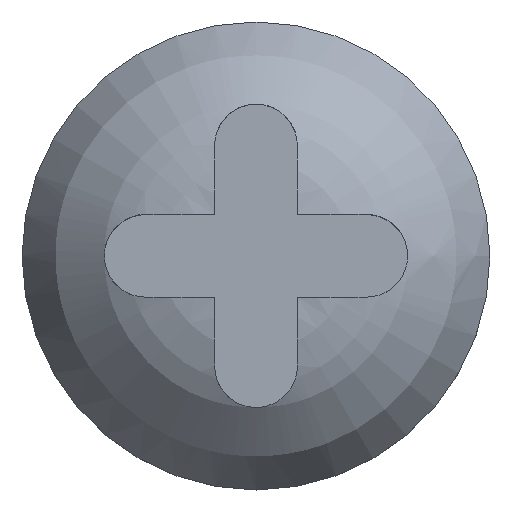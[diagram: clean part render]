
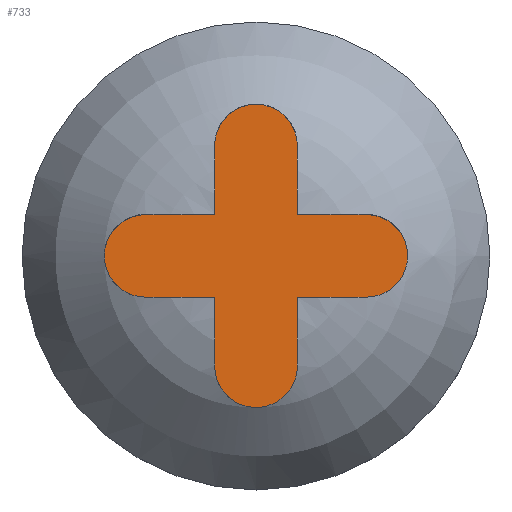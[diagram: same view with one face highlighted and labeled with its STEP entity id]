
A CAD part, top view. The second image highlights one B-rep face of the part: STEP entity #733.
In plain terms, the highlighted planar face has unit normal (0, 0, 1).
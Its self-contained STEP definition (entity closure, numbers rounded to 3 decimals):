
#417 = VERTEX_POINT('',#418);
#418 = CARTESIAN_POINT('',(1.,-0.375,0.575));
#424 = EDGE_CURVE('',#417,#425,#427,.T.);
#425 = VERTEX_POINT('',#426);
#426 = CARTESIAN_POINT('',(1.,0.375,0.575));
#427 = CIRCLE('',#428,0.375);
#428 = AXIS2_PLACEMENT_3D('',#429,#430,#431);
#429 = CARTESIAN_POINT('',(1.,0.,0.575));
#430 = DIRECTION('',(0.,0.,1.));
#431 = DIRECTION('',(-1.,0.,0.));
#450 = VERTEX_POINT('',#451);
#451 = CARTESIAN_POINT('',(0.375,-0.375,0.575));
#457 = EDGE_CURVE('',#450,#417,#458,.T.);
#458 = LINE('',#459,#460);
#459 = CARTESIAN_POINT('',(0.375,-0.375,0.575));
#460 = VECTOR('',#461,1.);
#461 = DIRECTION('',(1.,0.,0.));
#474 = VERTEX_POINT('',#475);
#475 = CARTESIAN_POINT('',(0.375,-1.,0.575));
#481 = EDGE_CURVE('',#474,#450,#482,.T.);
#482 = LINE('',#483,#484);
#483 = CARTESIAN_POINT('',(0.375,-1.,0.575));
#484 = VECTOR('',#485,1.);
#485 = DIRECTION('',(0.,1.,0.));
#498 = VERTEX_POINT('',#499);
#499 = CARTESIAN_POINT('',(-0.375,-1.,0.575));
#505 = EDGE_CURVE('',#498,#474,#506,.T.);
#506 = CIRCLE('',#507,0.375);
#507 = AXIS2_PLACEMENT_3D('',#508,#509,#510);
#508 = CARTESIAN_POINT('',(0.,-1.,0.575));
#509 = DIRECTION('',(0.,0.,1.));
#510 = DIRECTION('',(-1.,0.,0.));
#524 = VERTEX_POINT('',#525);
#525 = CARTESIAN_POINT('',(-0.375,-0.375,0.575));
#531 = EDGE_CURVE('',#524,#498,#532,.T.);
#532 = LINE('',#533,#534);
#533 = CARTESIAN_POINT('',(-0.375,-0.375,0.575));
#534 = VECTOR('',#535,1.);
#535 = DIRECTION('',(-0.,-1.,0.));
#548 = VERTEX_POINT('',#549);
#549 = CARTESIAN_POINT('',(-1.,-0.375,0.575));
#555 = EDGE_CURVE('',#548,#524,#556,.T.);
#556 = LINE('',#557,#558);
#557 = CARTESIAN_POINT('',(-1.,-0.375,0.575));
#558 = VECTOR('',#559,1.);
#559 = DIRECTION('',(1.,0.,0.));
#572 = VERTEX_POINT('',#573);
#573 = CARTESIAN_POINT('',(-1.,0.375,0.575));
#579 = EDGE_CURVE('',#572,#548,#580,.T.);
#580 = CIRCLE('',#581,0.375);
#581 = AXIS2_PLACEMENT_3D('',#582,#583,#584);
#582 = CARTESIAN_POINT('',(-1.,0.,0.575));
#583 = DIRECTION('',(0.,0.,1.));
#584 = DIRECTION('',(-1.,0.,0.));
#599 = VERTEX_POINT('',#600);
#600 = CARTESIAN_POINT('',(-0.375,0.375,0.575));
#606 = EDGE_CURVE('',#599,#572,#607,.T.);
#607 = LINE('',#608,#609);
#608 = CARTESIAN_POINT('',(-0.375,0.375,0.575));
#609 = VECTOR('',#610,1.);
#610 = DIRECTION('',(-1.,0.,0.));
#623 = VERTEX_POINT('',#624);
#624 = CARTESIAN_POINT('',(-0.375,1.,0.575));
#630 = EDGE_CURVE('',#623,#599,#631,.T.);
#631 = LINE('',#632,#633);
#632 = CARTESIAN_POINT('',(-0.375,1.,0.575));
#633 = VECTOR('',#634,1.);
#634 = DIRECTION('',(-0.,-1.,0.));
#647 = VERTEX_POINT('',#648);
#648 = CARTESIAN_POINT('',(0.375,1.,0.575));
#654 = EDGE_CURVE('',#647,#623,#655,.T.);
#655 = CIRCLE('',#656,0.375);
#656 = AXIS2_PLACEMENT_3D('',#657,#658,#659);
#657 = CARTESIAN_POINT('',(0.,1.,0.575));
#658 = DIRECTION('',(0.,0.,1.));
#659 = DIRECTION('',(-1.,0.,0.));
#673 = VERTEX_POINT('',#674);
#674 = CARTESIAN_POINT('',(0.375,0.375,0.575));
#680 = EDGE_CURVE('',#673,#647,#681,.T.);
#681 = LINE('',#682,#683);
#682 = CARTESIAN_POINT('',(0.375,0.375,0.575));
#683 = VECTOR('',#684,1.);
#684 = DIRECTION('',(0.,1.,0.));
#697 = EDGE_CURVE('',#425,#673,#698,.T.);
#698 = LINE('',#699,#700);
#699 = CARTESIAN_POINT('',(1.,0.375,0.575));
#700 = VECTOR('',#701,1.);
#701 = DIRECTION('',(-1.,0.,0.));
#733 = ADVANCED_FACE('',(#734),#748,.T.);
#734 = FACE_BOUND('',#735,.T.);
#735 = EDGE_LOOP('',(#736,#737,#738,#739,#740,#741,#742,#743,#744,#745,
    #746,#747));
#736 = ORIENTED_EDGE('',*,*,#505,.T.);
#737 = ORIENTED_EDGE('',*,*,#481,.T.);
#738 = ORIENTED_EDGE('',*,*,#457,.T.);
#739 = ORIENTED_EDGE('',*,*,#424,.T.);
#740 = ORIENTED_EDGE('',*,*,#697,.T.);
#741 = ORIENTED_EDGE('',*,*,#680,.T.);
#742 = ORIENTED_EDGE('',*,*,#654,.T.);
#743 = ORIENTED_EDGE('',*,*,#630,.T.);
#744 = ORIENTED_EDGE('',*,*,#606,.T.);
#745 = ORIENTED_EDGE('',*,*,#579,.T.);
#746 = ORIENTED_EDGE('',*,*,#555,.T.);
#747 = ORIENTED_EDGE('',*,*,#531,.T.);
#748 = PLANE('',#749);
#749 = AXIS2_PLACEMENT_3D('',#750,#751,#752);
#750 = CARTESIAN_POINT('',(0.,0.,0.575));
#751 = DIRECTION('',(-0.,0.,1.));
#752 = DIRECTION('',(0.,1.,0.));
